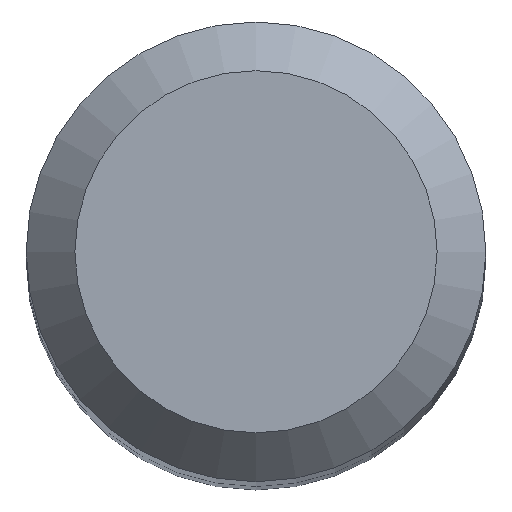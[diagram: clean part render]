
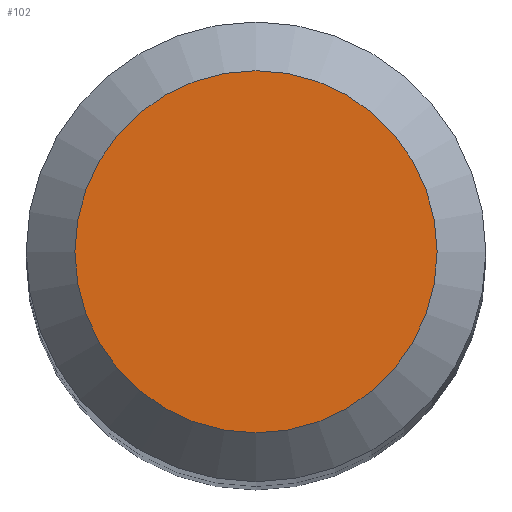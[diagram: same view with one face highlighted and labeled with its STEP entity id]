
A CAD part, top view. The second image highlights one B-rep face of the part: STEP entity #102.
In plain terms, the highlighted planar face has unit normal (0, 0, 1).
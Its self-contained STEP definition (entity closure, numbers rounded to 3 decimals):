
#31 = EDGE_CURVE ( 'NONE', #85, #85, #149, .T. ) ;
#40 = DIRECTION ( 'NONE',  ( 0., 1., 0. ) ) ;
#52 = CARTESIAN_POINT ( 'NONE',  ( 0., 0., 70. ) ) ;
#58 = CARTESIAN_POINT ( 'NONE',  ( 0., 2.6, 70. ) ) ;
#69 = PLANE ( 'NONE',  #122 ) ;
#85 = VERTEX_POINT ( 'NONE', #58 ) ;
#102 = ADVANCED_FACE ( 'NONE', ( #199 ), #69, .F. ) ;
#106 = AXIS2_PLACEMENT_3D ( 'NONE', #52, #113, #148 ) ;
#113 = DIRECTION ( 'NONE',  ( 0., 0., -1. ) ) ;
#115 = DIRECTION ( 'NONE',  ( 0., 0., -1. ) ) ;
#122 = AXIS2_PLACEMENT_3D ( 'NONE', #198, #115, #40 ) ;
#148 = DIRECTION ( 'NONE',  ( 0., 1., 0. ) ) ;
#149 = CIRCLE ( 'NONE', #106, 2.6 ) ;
#150 = ORIENTED_EDGE ( 'NONE', *, *, #31, .F. ) ;
#178 = EDGE_LOOP ( 'NONE', ( #150 ) ) ;
#198 = CARTESIAN_POINT ( 'NONE',  ( 0., 0., 70. ) ) ;
#199 = FACE_OUTER_BOUND ( 'NONE', #178, .T. ) ;
